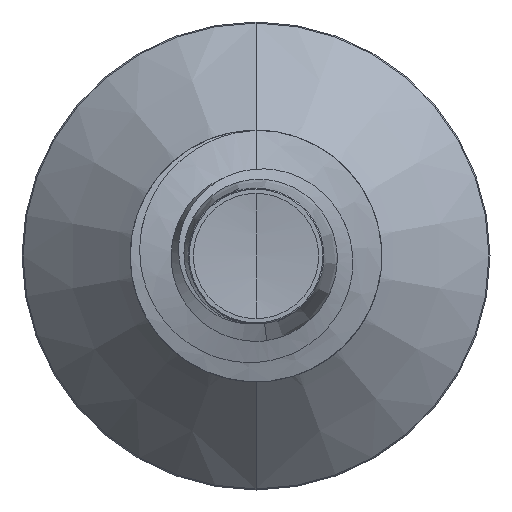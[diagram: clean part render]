
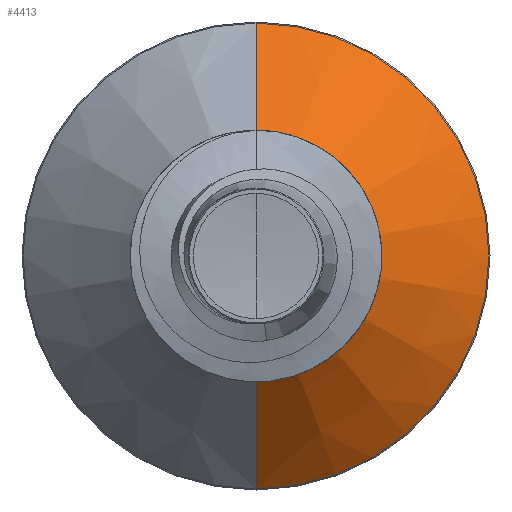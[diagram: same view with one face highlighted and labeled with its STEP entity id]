
A CAD part, front view. The second image highlights one B-rep face of the part: STEP entity #4413.
In plain terms, the highlighted conical face has half-angle 45 degrees and reference radius 1.847 mm.
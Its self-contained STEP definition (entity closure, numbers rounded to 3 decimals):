
#320 = ORIENTED_EDGE ( 'NONE', *, *, #8239, .F. ) ;
#2157 = VERTEX_POINT ( 'NONE', #4532 ) ;
#2365 = CARTESIAN_POINT ( 'NONE',  ( 0., 10.447, -1.847 ) ) ;
#2637 = CARTESIAN_POINT ( 'NONE',  ( 0., 13.228, -4.628 ) ) ;
#3844 = VERTEX_POINT ( 'NONE', #2637 ) ;
#4221 = DIRECTION ( 'NONE',  ( 0., 1., 0. ) ) ;
#4239 = CARTESIAN_POINT ( 'NONE',  ( 0., 10.447, 0. ) ) ;
#4413 = ADVANCED_FACE ( 'NONE', ( #11096 ), #9444, .T. ) ;
#4532 = CARTESIAN_POINT ( 'NONE',  ( 0., 10.447, -1.847 ) ) ;
#4624 = DIRECTION ( 'NONE',  ( 0., 0., 1. ) ) ;
#4758 = ORIENTED_EDGE ( 'NONE', *, *, #13787, .T. ) ;
#4761 = EDGE_LOOP ( 'NONE', ( #4758, #9991, #320, #5208 ) ) ;
#4902 = CARTESIAN_POINT ( 'NONE',  ( 0., 13.228, 4.628 ) ) ;
#5208 = ORIENTED_EDGE ( 'NONE', *, *, #7312, .F. ) ;
#6830 = CIRCLE ( 'NONE', #7700, 1.847 ) ;
#6908 = AXIS2_PLACEMENT_3D ( 'NONE', #10656, #10636, #10614 ) ;
#7249 = CARTESIAN_POINT ( 'NONE',  ( 0., 10.447, 0. ) ) ;
#7312 = EDGE_CURVE ( 'NONE', #11111, #12165, #15519, .T. ) ;
#7700 = AXIS2_PLACEMENT_3D ( 'NONE', #7249, #16044, #8527 ) ;
#8239 = EDGE_CURVE ( 'NONE', #12165, #3844, #11078, .T. ) ;
#8527 = DIRECTION ( 'NONE',  ( 0., 0., 1. ) ) ;
#8632 = VECTOR ( 'NONE', #11467, 1000. ) ;
#9035 = LINE ( 'NONE', #2365, #8632 ) ;
#9444 = CONICAL_SURFACE ( 'NONE', #15467, 1.847, 0.785 ) ;
#9991 = ORIENTED_EDGE ( 'NONE', *, *, #14520, .T. ) ;
#10614 = DIRECTION ( 'NONE',  ( 0., 0., 1. ) ) ;
#10636 = DIRECTION ( 'NONE',  ( 0., 1., 0. ) ) ;
#10656 = CARTESIAN_POINT ( 'NONE',  ( 0., 13.228, 0. ) ) ;
#11078 = CIRCLE ( 'NONE', #6908, 4.628 ) ;
#11096 = FACE_OUTER_BOUND ( 'NONE', #4761, .T. ) ;
#11111 = VERTEX_POINT ( 'NONE', #11929 ) ;
#11467 = DIRECTION ( 'NONE',  ( 0., 0.707, -0.707 ) ) ;
#11929 = CARTESIAN_POINT ( 'NONE',  ( 0., 10.447, 1.847 ) ) ;
#12165 = VERTEX_POINT ( 'NONE', #4902 ) ;
#13407 = DIRECTION ( 'NONE',  ( 0., 0.707, 0.707 ) ) ;
#13787 = EDGE_CURVE ( 'NONE', #11111, #2157, #6830, .T. ) ;
#13892 = CARTESIAN_POINT ( 'NONE',  ( 0., 10.447, 1.847 ) ) ;
#14520 = EDGE_CURVE ( 'NONE', #2157, #3844, #9035, .T. ) ;
#15156 = VECTOR ( 'NONE', #13407, 1000. ) ;
#15467 = AXIS2_PLACEMENT_3D ( 'NONE', #4239, #4221, #4624 ) ;
#15519 = LINE ( 'NONE', #13892, #15156 ) ;
#16044 = DIRECTION ( 'NONE',  ( 0., 1., 0. ) ) ;
